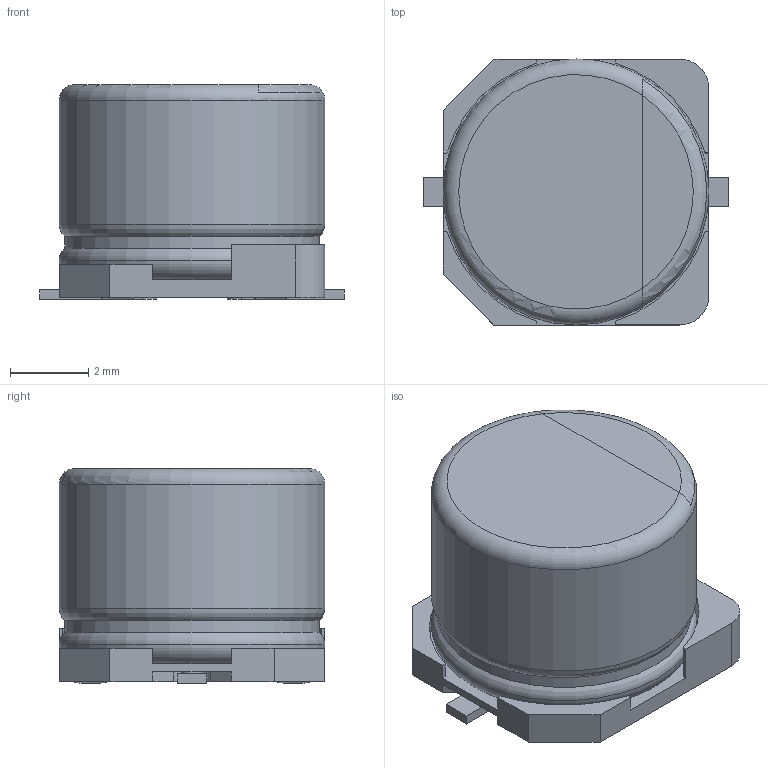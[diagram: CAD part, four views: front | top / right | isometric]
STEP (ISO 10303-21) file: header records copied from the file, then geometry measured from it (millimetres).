
FILE_DESCRIPTION(('STEP AP214'), '1');
FILE_NAME('CAPAE', '2019-03-03T17:30:52', ('Nobody'), (''), 'ASCON STEP Converter 1.3', 'ASCON Math Kernel', '');
FILE_SCHEMA(('AUTOMOTIVE_DESIGN { 1 0 10303 214 3 1 1}'));
Length unit declared in the file: millimetre
Bounding box: 7.8 x 6.8 x 5.5 mm (x, y, z)
Volume: 202.7 mm3; surface area: 308 mm2
Topology: 4 solids, 4 shells, 74 faces, 183 edges, 125 vertices
Faces by surface type: plane 49, cylinder 16, torus 9
Full cylindrical faces by diameter (mm): 0.55 x2, 0.85 x2, 6.5 x1, 6.8 x1
Entity records: 2790 total; most frequent: CARTESIAN_POINT 373, DIRECTION 363, ORIENTED_EDGE 322, EDGE_CURVE 161, AXIS2_PLACEMENT_3D 121, LINE 121, VECTOR 121, VERTEX_POINT 115
